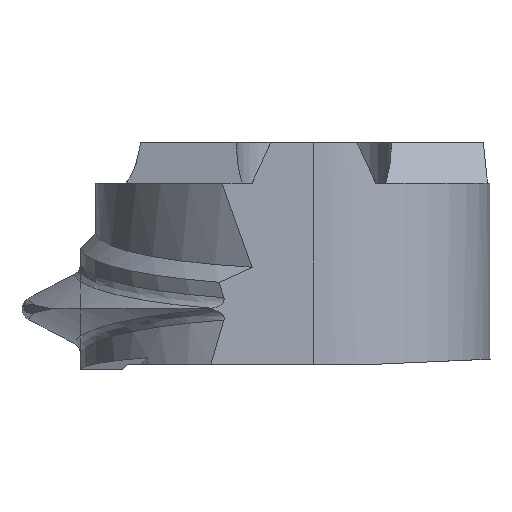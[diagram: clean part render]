
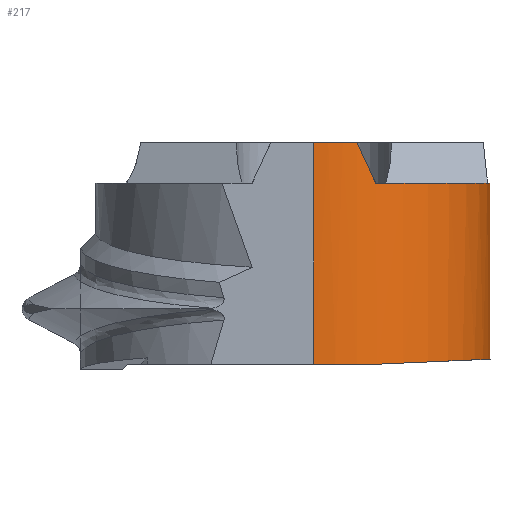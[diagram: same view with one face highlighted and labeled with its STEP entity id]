
A CAD part, front view. The second image highlights one B-rep face of the part: STEP entity #217.
In plain terms, the highlighted cylindrical face has radius 3.5 mm (diameter 7 mm), a partial arc.
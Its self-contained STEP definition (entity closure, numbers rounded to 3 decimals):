
#81=FACE_OUTER_BOUND('',#295,.T.);
#123=LINE('',#1258,#167);
#124=LINE('',#1290,#168);
#167=VECTOR('',#983,1.);
#168=VECTOR('',#994,1.);
#217=ADVANCED_FACE('',(#81),#261,.T.);
#261=CYLINDRICAL_SURFACE('',#902,3.5);
#272=(
BOUNDED_CURVE()
B_SPLINE_CURVE(3,(#1245,#1246,#1247,#1248),.UNSPECIFIED.,.F.,.F.)
B_SPLINE_CURVE_WITH_KNOTS((4,4),(0.,1.),.UNSPECIFIED.)
CURVE()
GEOMETRIC_REPRESENTATION_ITEM()
RATIONAL_B_SPLINE_CURVE((1.,0.883,0.883,1.))
REPRESENTATION_ITEM('')
);
#273=(
BOUNDED_CURVE()
B_SPLINE_CURVE(3,(#1251,#1252,#1253,#1254),.UNSPECIFIED.,.F.,.F.)
B_SPLINE_CURVE_WITH_KNOTS((4,4),(0.,1.),.UNSPECIFIED.)
CURVE()
GEOMETRIC_REPRESENTATION_ITEM()
RATIONAL_B_SPLINE_CURVE((1.,0.883,0.883,1.))
REPRESENTATION_ITEM('')
);
#274=(
BOUNDED_CURVE()
B_SPLINE_CURVE(3,(#1262,#1263,#1264,#1265),.UNSPECIFIED.,.F.,.F.)
B_SPLINE_CURVE_WITH_KNOTS((4,4),(0.,1.),.UNSPECIFIED.)
CURVE()
GEOMETRIC_REPRESENTATION_ITEM()
RATIONAL_B_SPLINE_CURVE((1.,0.999,0.999,1.))
REPRESENTATION_ITEM('')
);
#275=(
BOUNDED_CURVE()
B_SPLINE_CURVE(3,(#1269,#1270,#1271,#1272),.UNSPECIFIED.,.F.,.F.)
B_SPLINE_CURVE_WITH_KNOTS((4,4),(0.,1.),.UNSPECIFIED.)
CURVE()
GEOMETRIC_REPRESENTATION_ITEM()
RATIONAL_B_SPLINE_CURVE((1.,0.999,0.999,1.))
REPRESENTATION_ITEM('')
);
#276=(
BOUNDED_CURVE()
B_SPLINE_CURVE(3,(#1276,#1277,#1278,#1279),.UNSPECIFIED.,.F.,.F.)
B_SPLINE_CURVE_WITH_KNOTS((4,4),(0.,1.),.UNSPECIFIED.)
CURVE()
GEOMETRIC_REPRESENTATION_ITEM()
RATIONAL_B_SPLINE_CURVE((1.,0.999,0.999,1.))
REPRESENTATION_ITEM('')
);
#277=(
BOUNDED_CURVE()
B_SPLINE_CURVE(3,(#1283,#1284,#1285,#1286),.UNSPECIFIED.,.F.,.F.)
B_SPLINE_CURVE_WITH_KNOTS((4,4),(0.,1.),.UNSPECIFIED.)
CURVE()
GEOMETRIC_REPRESENTATION_ITEM()
RATIONAL_B_SPLINE_CURVE((1.,0.999,0.999,1.))
REPRESENTATION_ITEM('')
);
#295=EDGE_LOOP('',(#358,#359,#360,#361,#362,#363,#364,#365,#366,#367,#368,
#369,#370,#371,#372));
#358=ORIENTED_EDGE('',*,*,#678,.T.);
#359=ORIENTED_EDGE('',*,*,#679,.T.);
#360=ORIENTED_EDGE('',*,*,#680,.T.);
#361=ORIENTED_EDGE('',*,*,#681,.T.);
#362=ORIENTED_EDGE('',*,*,#682,.T.);
#363=ORIENTED_EDGE('',*,*,#683,.T.);
#364=ORIENTED_EDGE('',*,*,#684,.T.);
#365=ORIENTED_EDGE('',*,*,#685,.T.);
#366=ORIENTED_EDGE('',*,*,#686,.T.);
#367=ORIENTED_EDGE('',*,*,#687,.T.);
#368=ORIENTED_EDGE('',*,*,#688,.T.);
#369=ORIENTED_EDGE('',*,*,#689,.T.);
#370=ORIENTED_EDGE('',*,*,#690,.T.);
#371=ORIENTED_EDGE('',*,*,#691,.F.);
#372=ORIENTED_EDGE('',*,*,#692,.T.);
#597=VERTEX_POINT('',#1249);
#598=VERTEX_POINT('',#1250);
#599=VERTEX_POINT('',#1255);
#600=VERTEX_POINT('',#1257);
#601=VERTEX_POINT('',#1259);
#602=VERTEX_POINT('',#1261);
#603=VERTEX_POINT('',#1266);
#604=VERTEX_POINT('',#1268);
#605=VERTEX_POINT('',#1273);
#606=VERTEX_POINT('',#1275);
#607=VERTEX_POINT('',#1280);
#608=VERTEX_POINT('',#1282);
#609=VERTEX_POINT('',#1287);
#610=VERTEX_POINT('',#1289);
#611=VERTEX_POINT('',#1291);
#678=EDGE_CURVE('',#597,#598,#272,.T.);
#679=EDGE_CURVE('',#598,#599,#273,.T.);
#680=EDGE_CURVE('',#599,#600,#791,.T.);
#681=EDGE_CURVE('',#600,#601,#123,.T.);
#682=EDGE_CURVE('',#601,#602,#792,.T.);
#683=EDGE_CURVE('',#602,#603,#274,.T.);
#684=EDGE_CURVE('',#603,#604,#793,.T.);
#685=EDGE_CURVE('',#604,#605,#275,.T.);
#686=EDGE_CURVE('',#605,#606,#794,.T.);
#687=EDGE_CURVE('',#606,#607,#276,.T.);
#688=EDGE_CURVE('',#607,#608,#795,.T.);
#689=EDGE_CURVE('',#608,#609,#277,.T.);
#690=EDGE_CURVE('',#609,#610,#796,.T.);
#691=EDGE_CURVE('',#611,#610,#124,.T.);
#692=EDGE_CURVE('',#611,#597,#797,.T.);
#791=CIRCLE('',#895,3.5);
#792=CIRCLE('',#896,3.5);
#793=CIRCLE('',#897,3.5);
#794=CIRCLE('',#898,3.5);
#795=CIRCLE('',#899,3.5);
#796=CIRCLE('',#900,3.5);
#797=CIRCLE('',#901,3.5);
#895=AXIS2_PLACEMENT_3D('',#1256,#981,#982);
#896=AXIS2_PLACEMENT_3D('',#1260,#984,#985);
#897=AXIS2_PLACEMENT_3D('',#1267,#986,#987);
#898=AXIS2_PLACEMENT_3D('',#1274,#988,#989);
#899=AXIS2_PLACEMENT_3D('',#1281,#990,#991);
#900=AXIS2_PLACEMENT_3D('',#1288,#992,#993);
#901=AXIS2_PLACEMENT_3D('',#1292,#995,#996);
#902=AXIS2_PLACEMENT_3D('',#1293,#997,#998);
#981=DIRECTION('',(0.,0.,1.));
#982=DIRECTION('',(-1.,0.,0.));
#983=DIRECTION('',(0.,0.,1.));
#984=DIRECTION('',(0.,0.,-1.));
#985=DIRECTION('',(1.,0.,0.));
#986=DIRECTION('',(0.,0.,-1.));
#987=DIRECTION('',(1.,0.,0.));
#988=DIRECTION('',(0.,0.,-1.));
#989=DIRECTION('',(1.,0.,0.));
#990=DIRECTION('',(0.,0.,-1.));
#991=DIRECTION('',(1.,0.,0.));
#992=DIRECTION('',(0.,0.,-1.));
#993=DIRECTION('',(1.,0.,0.));
#994=DIRECTION('',(0.,0.,1.));
#995=DIRECTION('',(0.,0.,1.));
#996=DIRECTION('',(-1.,0.,0.));
#997=DIRECTION('',(0.,0.,1.));
#998=DIRECTION('',(-1.,0.,0.));
#1245=CARTESIAN_POINT('',(1.26,-3.265,-3.7));
#1246=CARTESIAN_POINT('',(2.654,-2.727,-3.638));
#1247=CARTESIAN_POINT('',(3.5,-1.495,-3.6));
#1248=CARTESIAN_POINT('',(3.5,0.,-3.6));
#1249=CARTESIAN_POINT('',(1.26,-3.265,-3.7));
#1250=CARTESIAN_POINT('',(3.5,0.,-3.6));
#1251=CARTESIAN_POINT('',(3.5,0.,-3.6));
#1252=CARTESIAN_POINT('',(3.5,1.495,-3.6));
#1253=CARTESIAN_POINT('',(2.654,2.727,-3.638));
#1254=CARTESIAN_POINT('',(1.26,3.265,-3.7));
#1255=CARTESIAN_POINT('',(1.26,3.265,-3.7));
#1256=CARTESIAN_POINT('',(0.,0.,-3.7));
#1257=CARTESIAN_POINT('',(-2.82,2.073,-3.7));
#1258=CARTESIAN_POINT('',(-2.82,2.073,-4.1));
#1259=CARTESIAN_POINT('',(-2.82,2.073,0.7));
#1260=CARTESIAN_POINT('',(0.,0.,0.7));
#1261=CARTESIAN_POINT('',(-2.513,2.436,0.7));
#1262=CARTESIAN_POINT('',(-2.513,2.436,0.7));
#1263=CARTESIAN_POINT('',(-2.422,2.53,0.429));
#1264=CARTESIAN_POINT('',(-2.326,2.618,0.162));
#1265=CARTESIAN_POINT('',(-2.226,2.701,-0.1));
#1266=CARTESIAN_POINT('',(-2.226,2.701,-0.1));
#1267=CARTESIAN_POINT('',(0.,0.,-0.1));
#1268=CARTESIAN_POINT('',(2.226,2.701,-0.1));
#1269=CARTESIAN_POINT('',(2.226,2.701,-0.1));
#1270=CARTESIAN_POINT('',(2.326,2.618,0.162));
#1271=CARTESIAN_POINT('',(2.422,2.53,0.429));
#1272=CARTESIAN_POINT('',(2.513,2.436,0.7));
#1273=CARTESIAN_POINT('',(2.513,2.436,0.7));
#1274=CARTESIAN_POINT('',(0.,0.,0.7));
#1275=CARTESIAN_POINT('',(3.366,0.958,0.7));
#1276=CARTESIAN_POINT('',(3.366,0.958,0.7));
#1277=CARTESIAN_POINT('',(3.402,0.833,0.429));
#1278=CARTESIAN_POINT('',(3.431,0.705,0.162));
#1279=CARTESIAN_POINT('',(3.452,0.577,-0.1));
#1280=CARTESIAN_POINT('',(3.452,0.577,-0.1));
#1281=CARTESIAN_POINT('',(0.,0.,-0.1));
#1282=CARTESIAN_POINT('',(1.226,-3.278,-0.1));
#1283=CARTESIAN_POINT('',(1.226,-3.278,-0.1));
#1284=CARTESIAN_POINT('',(1.104,-3.324,0.162));
#1285=CARTESIAN_POINT('',(0.98,-3.363,0.429));
#1286=CARTESIAN_POINT('',(0.853,-3.394,0.7));
#1287=CARTESIAN_POINT('',(0.853,-3.394,0.7));
#1288=CARTESIAN_POINT('',(0.,0.,0.7));
#1289=CARTESIAN_POINT('',(0.,-3.5,0.7));
#1290=CARTESIAN_POINT('',(0.,-3.5,-4.1));
#1291=CARTESIAN_POINT('',(0.,-3.5,-3.7));
#1292=CARTESIAN_POINT('',(0.,0.,-3.7));
#1293=CARTESIAN_POINT('',(0.,0.,-4.1));
